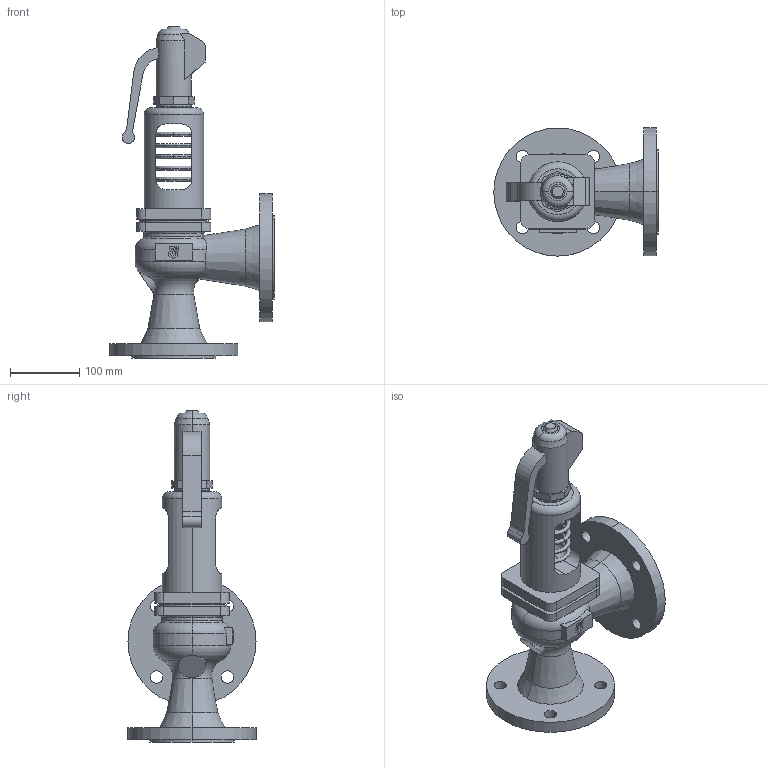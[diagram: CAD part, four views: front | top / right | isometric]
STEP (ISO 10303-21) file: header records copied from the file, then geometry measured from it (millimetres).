
FILE_DESCRIPTION(('HOOPS Exchange Step'),'2;1');
FILE_NAME('SF0102_DN65.stp','2025-12-17T16:52:08+01:00',('nieru'),('Unknown organisation'),'HOOPS Exchange 2024.2','HOOPS Exchange','Unknown authorisation');
FILE_SCHEMA( ('AP203_CONFIGURATION_CONTROLLED_3D_DESIGN_OF_MECHANICAL_PARTS_AND_ASSEMBLIES_MIM_LF') );
Length unit declared in the file: millimetre
Products named in the file (2): 0; root
Assembly tree (1 placements, depth 2):
  root
    0
Bounding box: 237.5 x 185 x 479.5 mm (x, y, z)
Volume: 3438008.7 mm3; surface area: 317166 mm2
Topology: 1 solids, 1 shells, 205 faces, 550 edges, 352 vertices
Faces by surface type: plane 84, cylinder 64, torus 42, cone 13, bspline 2
Entity records: 15216 total; most frequent: CARTESIAN_POINT 10061, ORIENTED_EDGE 1100, DIRECTION 1027, EDGE_CURVE 550, AXIS2_PLACEMENT_3D 394, VERTEX_POINT 352, EDGE_LOOP 248, FACE_BOUND 248
